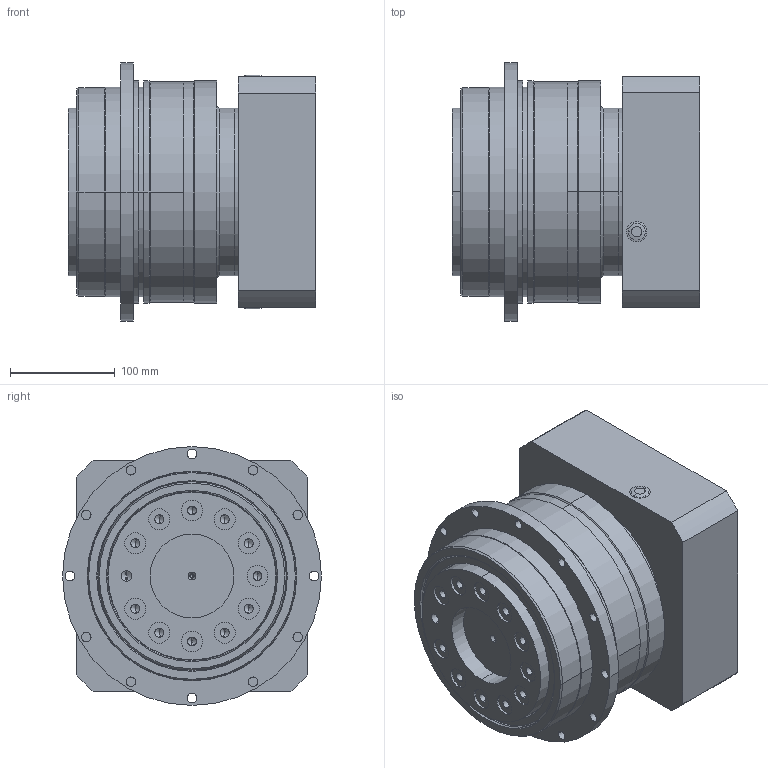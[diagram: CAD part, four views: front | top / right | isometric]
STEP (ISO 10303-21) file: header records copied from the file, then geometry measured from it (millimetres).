
FILE_DESCRIPTION (( 'STEP AP203' ), '1' );
FILE_NAME ('PGY200-L1-55-200-235-M12(入力带键槽).STEP', '2020-07-27T07:13:33', ( 'ylmfeng' ), ( 'ylmfeng.com' ), 'SwSTEP 2.0', 'SolidWorks 2014', '' );
FILE_SCHEMA (( 'CONFIG_CONTROL_DESIGN' ));
Length unit declared in the file: millimetre
Products named in the file (1): PGY200-L1-55-200-235-M12(入力带键槽)
Bounding box: 236 x 247 x 247 mm (x, y, z)
Volume: 7445308.8 mm3; surface area: 654326.5 mm2
Topology: 31 solids, 31 shells, 679 faces, 1496 edges, 935 vertices
Faces by surface type: plane 291, cylinder 247, cone 72, torus 69
Entity records: 19224 total; most frequent: CARTESIAN_POINT 3769, DIRECTION 3445, ORIENTED_EDGE 2924, EDGE_CURVE 1462, AXIS2_PLACEMENT_3D 1335, VERTEX_POINT 935, EDGE_LOOP 809, VECTOR 775
